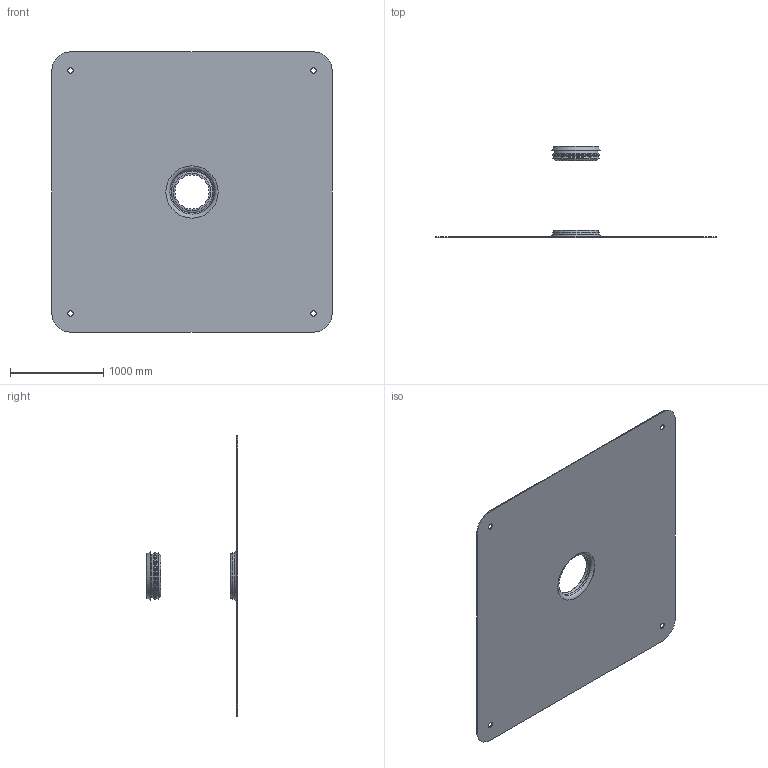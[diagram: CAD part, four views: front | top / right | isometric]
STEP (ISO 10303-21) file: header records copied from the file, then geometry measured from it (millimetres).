
FILE_DESCRIPTION(/* description */ (''),/* implementation_level */ '2;1');
FILE_NAME(/* name */ '15073.040X_3D.stp',/* time_stamp */ '2024-12-11T14:54:01+01:00',/* author */ ('CAD'),/* organization */ (''),/* preprocessor_version */ 'ST-DEVELOPER v20',/* originating_system */ 'AutoCAD Mechanical',/* authorisation */ '');
FILE_SCHEMA (('AUTOMOTIVE_DESIGN { 1 0 10303 214 3 1 1 }'));
Length unit declared in the file: centimetre
Products named in the file (2): Product; *S0
Assembly tree (1 placements, depth 2):
  Product
    *S0
Bounding box: 3000 x 980 x 3000 mm (x, y, z)
Volume: 95257712.3 mm3; surface area: 18505838.8 mm2
Topology: 2 solids, 2 shells, 42 faces, 99 edges, 65 vertices
Faces by surface type: cylinder 13, plane 11, cone 10, torus 8
Full cylindrical faces by diameter (mm): 60 x4, 365 x1, 420 x1, 478 x2, 496 x1
Entity records: 1329 total; most frequent: DIRECTION 252, CARTESIAN_POINT 209, ORIENTED_EDGE 196, AXIS2_PLACEMENT_3D 108, EDGE_CURVE 98, CIRCLE 63, VERTEX_POINT 63, EDGE_LOOP 57
